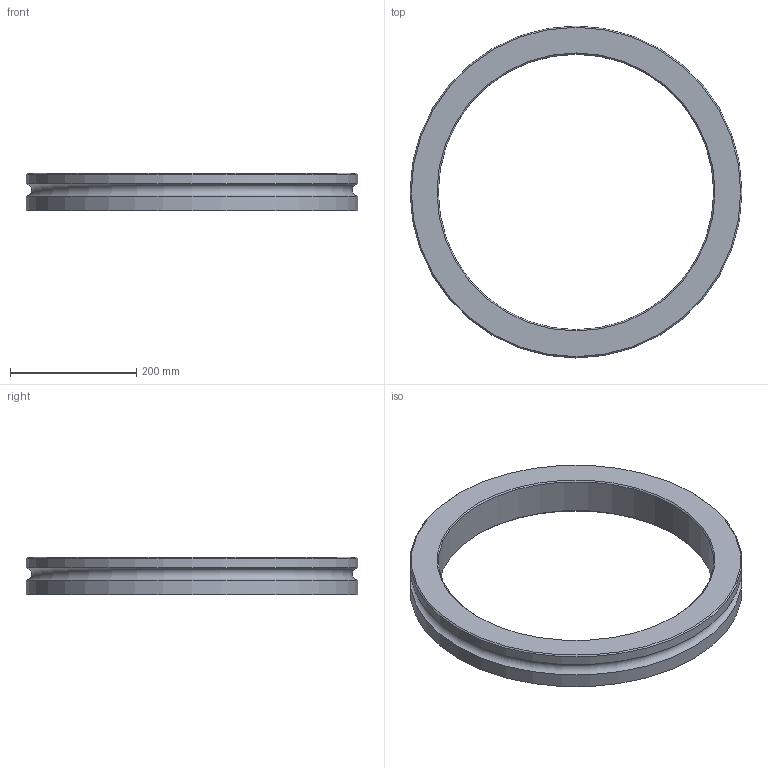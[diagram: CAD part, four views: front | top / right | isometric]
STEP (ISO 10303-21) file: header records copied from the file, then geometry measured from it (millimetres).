
FILE_DESCRIPTION( ( '' ), ' ' );
FILE_NAME( '5dfa4cd44e01b0126b942904.step', '2019-12-18T15:59:16', ( '' ), ( '' ), ' ', ' ', ' ' );
FILE_SCHEMA( ( 'AUTOMOTIVE_DESIGN { 1 0 10303 214 1 1 1 1 }' ) );
Length unit declared in the file: metre
Products named in the file (1): Part 1
Bounding box: 526.68 x 526.68 x 60 mm (x, y, z)
Volume: 3512678.3 mm3; surface area: 393854.2 mm2
Topology: 1 solids, 1 shells, 69 faces, 118 edges, 71 vertices
Faces by surface type: cylinder 23, cone 23, plane 22, torus 1
Full cylindrical faces by diameter (mm): 19.05 x20, 437 x1, 526.68 x2
Entity records: 1956 total; most frequent: DIRECTION 278, CARTESIAN_POINT 208, AXIS2_PLACEMENT_3D 139, EDGE_LOOP 138, ORIENTED_EDGE 138, FACE_OUTER_BOUND 93, STYLED_ITEM 69, PRESENTATION_STYLE_ASSIGNMENT 69
